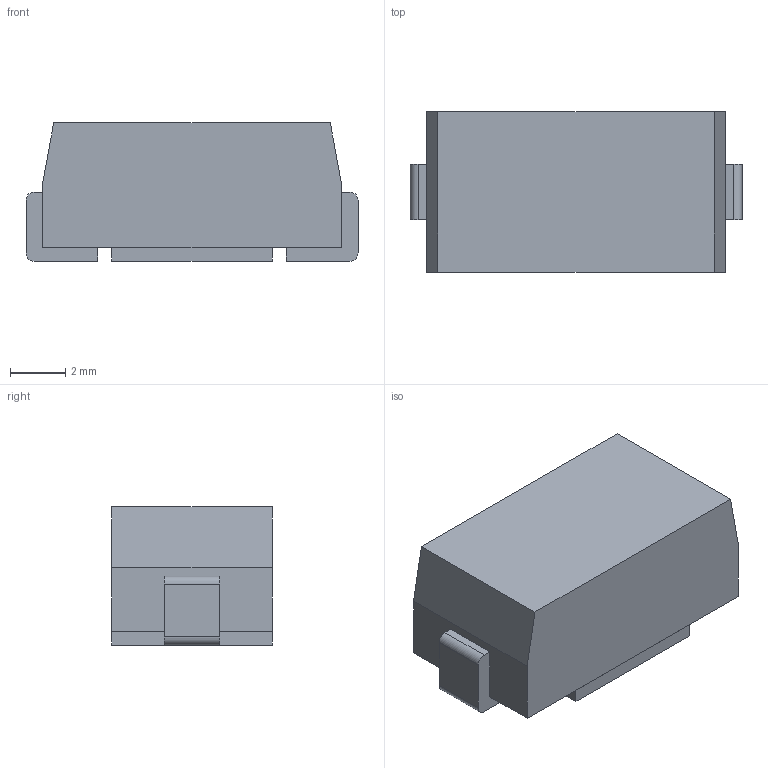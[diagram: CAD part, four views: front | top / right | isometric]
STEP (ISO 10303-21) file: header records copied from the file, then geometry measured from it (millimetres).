
FILE_DESCRIPTION((''),'2;1');
FILE_NAME('RESM12055X530N.stp','2014-10-21T16:49:47',(''),(''),'Mechanical Desktop 2011','Mechanical Desktop 2011',', , ');
FILE_SCHEMA(('AUTOMOTIVE_DESIGN { 1 2 10303 214 1 1 1 1 }'));
Length unit declared in the file: millimetre
Products named in the file (1): Product
Bounding box: 12 x 5.8 x 5 mm (x, y, z)
Volume: 303.4 mm3; surface area: 398.8 mm2
Topology: 4 solids, 4 shells, 42 faces, 102 edges, 68 vertices
Faces by surface type: plane 26, bspline 12, cylinder 4
Entity records: 1263 total; most frequent: CARTESIAN_POINT 249, ORIENTED_EDGE 204, DIRECTION 172, EDGE_CURVE 102, VECTOR 94, LINE 94, VERTEX_POINT 68, EDGE_LOOP 42
